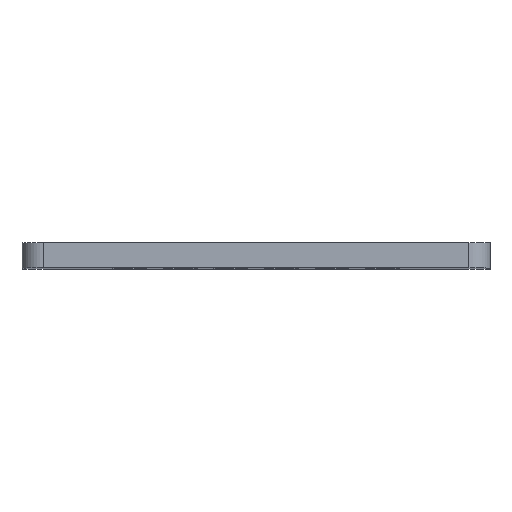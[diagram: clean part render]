
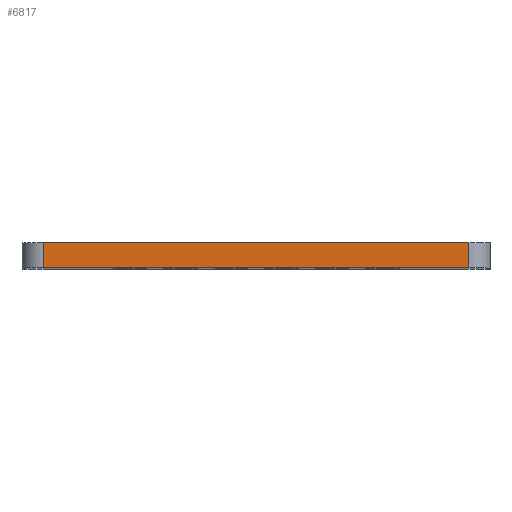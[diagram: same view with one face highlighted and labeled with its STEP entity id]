
A CAD part, top view. The second image highlights one B-rep face of the part: STEP entity #6817.
In plain terms, the highlighted planar face has unit normal (0, 0, 1).
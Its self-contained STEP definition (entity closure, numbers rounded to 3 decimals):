
#34=CARTESIAN_POINT('',(-25.2,49.573,87.657));
#35=VERTEX_POINT('',#34);
#43=CARTESIAN_POINT('',(25.3,49.573,87.657));
#44=VERTEX_POINT('',#43);
#45=CARTESIAN_POINT('',(-25.2,49.573,87.657));
#46=DIRECTION('',(1.,0.,0.));
#47=VECTOR('',#46,50.5);
#48=LINE('',#45,#47);
#49=EDGE_CURVE('',#35,#44,#48,.T.);
#5060=CARTESIAN_POINT('',(-25.2,46.573,87.657));
#5061=VERTEX_POINT('',#5060);
#5111=CARTESIAN_POINT('',(25.3,46.573,87.657));
#5112=VERTEX_POINT('',#5111);
#5120=CARTESIAN_POINT('',(-25.2,46.573,87.657));
#5121=DIRECTION('',(1.,0.,0.));
#5122=VECTOR('',#5121,50.5);
#5123=LINE('',#5120,#5122);
#5124=EDGE_CURVE('',#5061,#5112,#5123,.T.);
#6785=CARTESIAN_POINT('',(-25.2,49.573,87.657));
#6786=DIRECTION('',(0.,-1.,-0.));
#6787=VECTOR('',#6786,3.);
#6788=LINE('',#6785,#6787);
#6789=EDGE_CURVE('',#35,#5061,#6788,.T.);
#6801=CARTESIAN_POINT('',(0.045,49.373,87.657));
#6802=DIRECTION('',(0.,0.,-1.));
#6803=DIRECTION('',(-1.,0.,-0.));
#6804=AXIS2_PLACEMENT_3D('',#6801,#6802,#6803);
#6805=PLANE('',#6804);
#6806=ORIENTED_EDGE('',*,*,#5124,.T.);
#6807=CARTESIAN_POINT('',(25.3,49.573,87.657));
#6808=DIRECTION('',(0.,-1.,-0.));
#6809=VECTOR('',#6808,3.);
#6810=LINE('',#6807,#6809);
#6811=EDGE_CURVE('',#44,#5112,#6810,.T.);
#6812=ORIENTED_EDGE('',*,*,#6811,.F.);
#6813=ORIENTED_EDGE('',*,*,#49,.F.);
#6814=ORIENTED_EDGE('',*,*,#6789,.T.);
#6815=EDGE_LOOP('',(#6806,#6812,#6813,#6814));
#6816=FACE_BOUND('',#6815,.T.);
#6817=ADVANCED_FACE('',(#6816),#6805,.F.);
